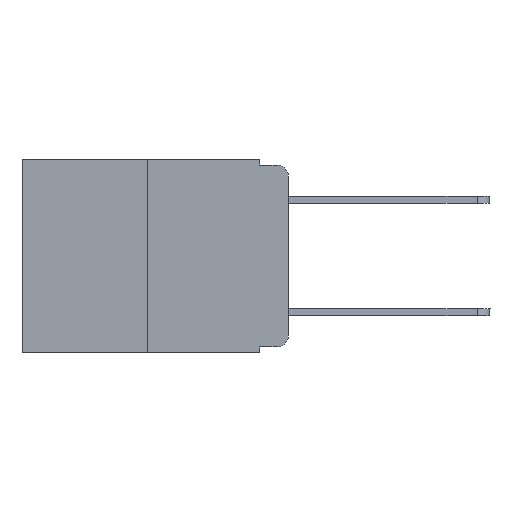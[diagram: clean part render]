
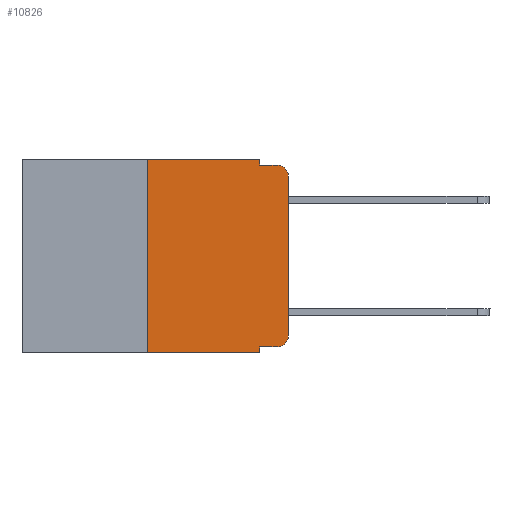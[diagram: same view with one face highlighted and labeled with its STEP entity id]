
A CAD part, left-side view. The second image highlights one B-rep face of the part: STEP entity #10826.
In plain terms, the highlighted planar face has unit normal (-1, 0, 0).
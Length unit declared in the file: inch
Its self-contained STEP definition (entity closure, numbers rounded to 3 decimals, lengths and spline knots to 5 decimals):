
#84 = VERTEX_POINT ( 'NONE', #10661 ) ;
#145 = VERTEX_POINT ( 'NONE', #7066 ) ;
#248 = CARTESIAN_POINT ( 'NONE',  ( 0., 0.25, 0. ) ) ;
#550 = EDGE_CURVE ( 'NONE', #84, #3019, #695, .T. ) ;
#611 = VERTEX_POINT ( 'NONE', #4085 ) ;
#639 = AXIS2_PLACEMENT_3D ( 'NONE', #3416, #9811, #8737 ) ;
#695 = LINE ( 'NONE', #7661, #6712 ) ;
#732 = LINE ( 'NONE', #8230, #8033 ) ;
#848 = EDGE_CURVE ( 'NONE', #939, #145, #10593, .T. ) ;
#939 = VERTEX_POINT ( 'NONE', #3365 ) ;
#1045 = CIRCLE ( 'NONE', #639, 0.02 ) ;
#1088 = AXIS2_PLACEMENT_3D ( 'NONE', #10148, #1822, #9554 ) ;
#1589 = VERTEX_POINT ( 'NONE', #9401 ) ;
#1822 = DIRECTION ( 'NONE',  ( 1., 0., 0. ) ) ;
#2173 = ORIENTED_EDGE ( 'NONE', *, *, #9441, .T. ) ;
#2188 = CARTESIAN_POINT ( 'NONE',  ( 0., 0.051, 0. ) ) ;
#2204 = CARTESIAN_POINT ( 'NONE',  ( 0., 0.051, -0.343 ) ) ;
#2445 = EDGE_CURVE ( 'NONE', #11924, #1589, #1045, .T. ) ;
#2483 = DIRECTION ( 'NONE',  ( 0., 0., -1. ) ) ;
#2694 = ORIENTED_EDGE ( 'NONE', *, *, #10919, .F. ) ;
#3019 = VERTEX_POINT ( 'NONE', #7909 ) ;
#3201 = EDGE_LOOP ( 'NONE', ( #9028, #11854, #4631, #5309, #3458, #8326, #11128, #2694, #2173, #11076 ) ) ;
#3365 = CARTESIAN_POINT ( 'NONE',  ( 0., 0., -0.03 ) ) ;
#3416 = CARTESIAN_POINT ( 'NONE',  ( 0., 0.02, -0.313 ) ) ;
#3458 = ORIENTED_EDGE ( 'NONE', *, *, #8969, .F. ) ;
#3823 = CARTESIAN_POINT ( 'NONE',  ( 0., 0.02, -0.03 ) ) ;
#3995 = VERTEX_POINT ( 'NONE', #2204 ) ;
#3998 = DIRECTION ( 'NONE',  ( -1., 0., 0. ) ) ;
#4085 = CARTESIAN_POINT ( 'NONE',  ( 0., 0.051, -0.333 ) ) ;
#4326 = LINE ( 'NONE', #9022, #4368 ) ;
#4368 = VECTOR ( 'NONE', #9091, 39.37008 ) ;
#4584 = DIRECTION ( 'NONE',  ( 0., -1., 0. ) ) ;
#4608 = AXIS2_PLACEMENT_3D ( 'NONE', #3823, #3998, #5839 ) ;
#4631 = ORIENTED_EDGE ( 'NONE', *, *, #7829, .F. ) ;
#4806 = DIRECTION ( 'NONE',  ( 0., -1., 0. ) ) ;
#4863 = VERTEX_POINT ( 'NONE', #6854 ) ;
#5096 = EDGE_CURVE ( 'NONE', #4863, #6872, #732, .T. ) ;
#5309 = ORIENTED_EDGE ( 'NONE', *, *, #550, .F. ) ;
#5340 = DIRECTION ( 'NONE',  ( 0., 0., 1. ) ) ;
#5446 = DIRECTION ( 'NONE',  ( 0., 0., 1. ) ) ;
#5839 = DIRECTION ( 'NONE',  ( 0., 0., -1. ) ) ;
#6081 = CARTESIAN_POINT ( 'NONE',  ( 0., 0., 0. ) ) ;
#6133 = LINE ( 'NONE', #10737, #9061 ) ;
#6256 = CARTESIAN_POINT ( 'NONE',  ( 0., 0.02, -0.333 ) ) ;
#6647 = FACE_OUTER_BOUND ( 'NONE', #3201, .T. ) ;
#6657 = LINE ( 'NONE', #7549, #9833 ) ;
#6712 = VECTOR ( 'NONE', #2483, 39.37008 ) ;
#6854 = CARTESIAN_POINT ( 'NONE',  ( 0., 0.25, -0.343 ) ) ;
#6872 = VERTEX_POINT ( 'NONE', #248 ) ;
#7066 = CARTESIAN_POINT ( 'NONE',  ( 0., 0.02, -0.01 ) ) ;
#7358 = PLANE ( 'NONE',  #1088 ) ;
#7549 = CARTESIAN_POINT ( 'NONE',  ( 0., 0.473, 0. ) ) ;
#7638 = CARTESIAN_POINT ( 'NONE',  ( 0., 0.051, -0.333 ) ) ;
#7661 = CARTESIAN_POINT ( 'NONE',  ( 0., 0.051, 0. ) ) ;
#7765 = DIRECTION ( 'NONE',  ( 0., -1., 0. ) ) ;
#7829 = EDGE_CURVE ( 'NONE', #3019, #145, #6133, .T. ) ;
#7909 = CARTESIAN_POINT ( 'NONE',  ( 0., 0.051, -0.01 ) ) ;
#8033 = VECTOR ( 'NONE', #5446, 39.37008 ) ;
#8230 = CARTESIAN_POINT ( 'NONE',  ( 0., 0.25, 0. ) ) ;
#8298 = VECTOR ( 'NONE', #11618, 39.37008 ) ;
#8326 = ORIENTED_EDGE ( 'NONE', *, *, #5096, .F. ) ;
#8691 = VECTOR ( 'NONE', #5340, 39.37008 ) ;
#8737 = DIRECTION ( 'NONE',  ( 0., 0., -1. ) ) ;
#8897 = EDGE_CURVE ( 'NONE', #4863, #3995, #4326, .T. ) ;
#8969 = EDGE_CURVE ( 'NONE', #6872, #84, #6657, .T. ) ;
#9022 = CARTESIAN_POINT ( 'NONE',  ( 0., 0.473, -0.343 ) ) ;
#9028 = ORIENTED_EDGE ( 'NONE', *, *, #10987, .T. ) ;
#9061 = VECTOR ( 'NONE', #7765, 39.37008 ) ;
#9091 = DIRECTION ( 'NONE',  ( 0., -1., 0. ) ) ;
#9254 = VECTOR ( 'NONE', #4806, 39.37008 ) ;
#9401 = CARTESIAN_POINT ( 'NONE',  ( 0., 0., -0.313 ) ) ;
#9441 = EDGE_CURVE ( 'NONE', #611, #11924, #11424, .T. ) ;
#9554 = DIRECTION ( 'NONE',  ( 0., 0., -1. ) ) ;
#9675 = LINE ( 'NONE', #2188, #8298 ) ;
#9782 = LINE ( 'NONE', #6081, #8691 ) ;
#9811 = DIRECTION ( 'NONE',  ( -1., 0., 0. ) ) ;
#9833 = VECTOR ( 'NONE', #4584, 39.37008 ) ;
#10148 = CARTESIAN_POINT ( 'NONE',  ( 0., 0.473, 0. ) ) ;
#10593 = CIRCLE ( 'NONE', #4608, 0.02 ) ;
#10661 = CARTESIAN_POINT ( 'NONE',  ( 0., 0.051, 0. ) ) ;
#10737 = CARTESIAN_POINT ( 'NONE',  ( 0., 0.051, -0.01 ) ) ;
#10826 = ADVANCED_FACE ( 'NONE', ( #6647 ), #7358, .F. ) ;
#10919 = EDGE_CURVE ( 'NONE', #611, #3995, #9675, .T. ) ;
#10987 = EDGE_CURVE ( 'NONE', #1589, #939, #9782, .T. ) ;
#11076 = ORIENTED_EDGE ( 'NONE', *, *, #2445, .T. ) ;
#11128 = ORIENTED_EDGE ( 'NONE', *, *, #8897, .T. ) ;
#11424 = LINE ( 'NONE', #7638, #9254 ) ;
#11618 = DIRECTION ( 'NONE',  ( 0., 0., -1. ) ) ;
#11854 = ORIENTED_EDGE ( 'NONE', *, *, #848, .T. ) ;
#11924 = VERTEX_POINT ( 'NONE', #6256 ) ;
